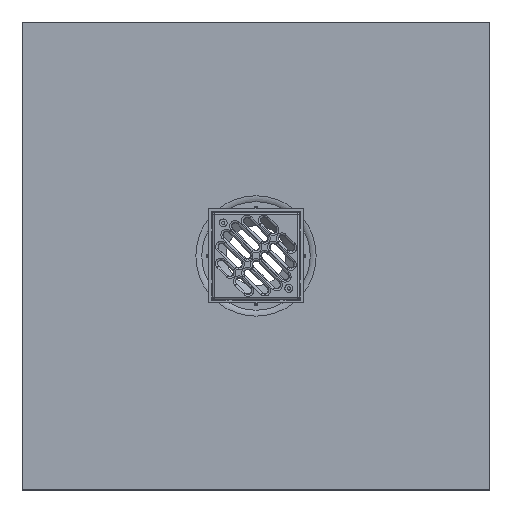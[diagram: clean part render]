
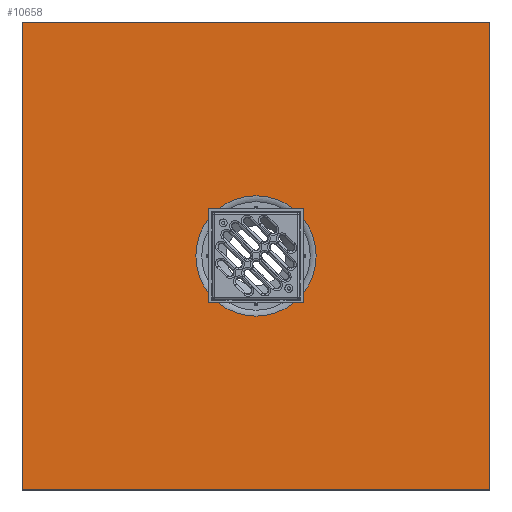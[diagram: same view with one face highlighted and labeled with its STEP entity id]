
A CAD part, top view. The second image highlights one B-rep face of the part: STEP entity #10658.
In plain terms, the highlighted planar face has unit normal (0, 0, 1).
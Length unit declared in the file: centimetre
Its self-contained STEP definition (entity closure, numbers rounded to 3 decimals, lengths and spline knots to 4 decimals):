
#515=LINE('',#19014,#1128);
#519=LINE('',#19021,#1132);
#522=LINE('',#19027,#1135);
#523=LINE('',#19029,#1136);
#1128=VECTOR('',#14001,1.);
#1132=VECTOR('',#14007,1.);
#1135=VECTOR('',#14012,1.);
#1136=VECTOR('',#14015,1.);
#1753=FACE_BOUND('',#2965,.T.);
#1864=PLANE('',#11712);
#2247=FACE_OUTER_BOUND('',#2964,.T.);
#2964=EDGE_LOOP('',(#8183,#8184,#8185,#8186));
#2965=EDGE_LOOP('',(#8187));
#3844=CIRCLE('',#11682,64.3137);
#4758=VERTEX_POINT('',#18965);
#4773=VERTEX_POINT('',#19011);
#4774=VERTEX_POINT('',#19013);
#4776=VERTEX_POINT('',#19019);
#4778=VERTEX_POINT('',#19025);
#5971=EDGE_CURVE('',#4758,#4758,#3844,.T.);
#5994=EDGE_CURVE('',#4773,#4774,#515,.T.);
#5998=EDGE_CURVE('',#4776,#4773,#519,.T.);
#6001=EDGE_CURVE('',#4778,#4776,#522,.T.);
#6002=EDGE_CURVE('',#4774,#4778,#523,.T.);
#8183=ORIENTED_EDGE('',*,*,#5994,.F.);
#8184=ORIENTED_EDGE('',*,*,#5998,.F.);
#8185=ORIENTED_EDGE('',*,*,#6001,.F.);
#8186=ORIENTED_EDGE('',*,*,#6002,.F.);
#8187=ORIENTED_EDGE('',*,*,#5971,.T.);
#10658=ADVANCED_FACE('',(#2247,#1753),#1864,.F.);
#11682=AXIS2_PLACEMENT_3D('',#18966,#13941,#13942);
#11712=AXIS2_PLACEMENT_3D('',#19028,#14013,#14014);
#13941=DIRECTION('center_axis',(0.,0.,-1.));
#13942=DIRECTION('ref_axis',(1.,0.,0.));
#14001=DIRECTION('',(0.,-1.,0.));
#14007=DIRECTION('',(1.,0.,0.));
#14012=DIRECTION('',(0.,1.,0.));
#14013=DIRECTION('center_axis',(0.,0.,-1.));
#14014=DIRECTION('ref_axis',(-1.,0.,0.));
#14015=DIRECTION('',(-1.,0.,0.));
#18965=CARTESIAN_POINT('',(13.1972,187.093,228.));
#18966=CARTESIAN_POINT('Origin',(13.1972,251.4067,228.));
#19011=CARTESIAN_POINT('',(263.1972,501.4067,228.));
#19013=CARTESIAN_POINT('',(263.1972,1.4067,228.));
#19014=CARTESIAN_POINT('',(263.1972,251.4067,228.));
#19019=CARTESIAN_POINT('',(-236.8028,501.4067,228.));
#19021=CARTESIAN_POINT('',(13.1972,501.4067,228.));
#19025=CARTESIAN_POINT('',(-236.8028,1.4067,228.));
#19027=CARTESIAN_POINT('',(-236.8028,251.4067,228.));
#19028=CARTESIAN_POINT('Origin',(13.1972,251.4067,228.));
#19029=CARTESIAN_POINT('',(13.1972,1.4067,228.));
